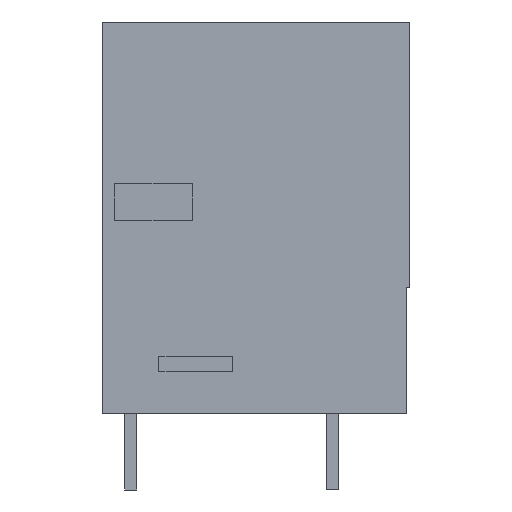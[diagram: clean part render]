
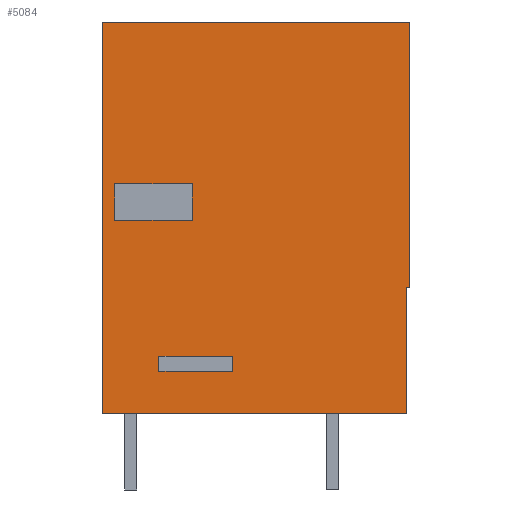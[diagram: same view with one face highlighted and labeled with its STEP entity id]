
A CAD part, left-side view. The second image highlights one B-rep face of the part: STEP entity #5084.
In plain terms, the highlighted planar face has unit normal (-1, 0, 0).
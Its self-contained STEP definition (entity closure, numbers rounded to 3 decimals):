
#5057=AXIS2_PLACEMENT_3D('Plane Axis2P3D',#5054,#5055,#5056) ;
#315=CARTESIAN_POINT('Vertex',(0.,20.05,5.)) ;
#318=CARTESIAN_POINT('Line Origine',(0.,20.05,17.78)) ;
#322=CARTESIAN_POINT('Vertex',(0.,20.05,30.56)) ;
#1481=CARTESIAN_POINT('Vertex',(0.,0.2,13.211)) ;
#1484=CARTESIAN_POINT('Line Origine',(0.,0.2,9.105)) ;
#1488=CARTESIAN_POINT('Vertex',(0.,0.2,5.)) ;
#3073=CARTESIAN_POINT('Vertex',(0.,0.,30.56)) ;
#3076=CARTESIAN_POINT('Line Origine',(0.,10.025,30.56)) ;
#3100=CARTESIAN_POINT('Vertex',(0.,19.25,17.6)) ;
#3105=CARTESIAN_POINT('Line Origine',(0.,16.718,17.6)) ;
#3109=CARTESIAN_POINT('Vertex',(0.,14.186,17.6)) ;
#3141=CARTESIAN_POINT('Vertex',(0.,19.25,20.)) ;
#3146=CARTESIAN_POINT('Line Origine',(0.,19.25,18.8)) ;
#3173=CARTESIAN_POINT('Vertex',(0.,14.186,20.)) ;
#3178=CARTESIAN_POINT('Line Origine',(0.,16.718,20.)) ;
#3201=CARTESIAN_POINT('Line Origine',(0.,14.186,18.8)) ;
#3228=CARTESIAN_POINT('Vertex',(0.,11.562,7.75)) ;
#3233=CARTESIAN_POINT('Line Origine',(0.,11.562,8.25)) ;
#3237=CARTESIAN_POINT('Vertex',(0.,11.562,8.75)) ;
#3269=CARTESIAN_POINT('Vertex',(0.,16.362,7.75)) ;
#3274=CARTESIAN_POINT('Line Origine',(0.,13.962,7.75)) ;
#3301=CARTESIAN_POINT('Vertex',(0.,16.362,8.75)) ;
#3306=CARTESIAN_POINT('Line Origine',(0.,16.362,8.25)) ;
#3329=CARTESIAN_POINT('Line Origine',(0.,13.962,8.75)) ;
#3842=CARTESIAN_POINT('Line Origine',(0.,10.125,5.)) ;
#4962=CARTESIAN_POINT('Line Origine',(0.,0.,21.885)) ;
#4966=CARTESIAN_POINT('Vertex',(0.,0.,13.211)) ;
#5054=CARTESIAN_POINT('Axis2P3D Location',(0.,20.05,0.)) ;
#5059=CARTESIAN_POINT('Line Origine',(0.,0.1,13.211)) ;
#319=DIRECTION('Vector Direction',(0.,0.,-1.)) ;
#1485=DIRECTION('Vector Direction',(0.,0.,-1.)) ;
#3077=DIRECTION('Vector Direction',(0.,-1.,0.)) ;
#3106=DIRECTION('Vector Direction',(0.,-1.,0.)) ;
#3147=DIRECTION('Vector Direction',(0.,0.,-1.)) ;
#3179=DIRECTION('Vector Direction',(0.,1.,0.)) ;
#3202=DIRECTION('Vector Direction',(0.,0.,-1.)) ;
#3234=DIRECTION('Vector Direction',(0.,0.,1.)) ;
#3275=DIRECTION('Vector Direction',(0.,1.,0.)) ;
#3307=DIRECTION('Vector Direction',(0.,0.,-1.)) ;
#3330=DIRECTION('Vector Direction',(0.,-1.,0.)) ;
#3843=DIRECTION('Vector Direction',(0.,-1.,0.)) ;
#4963=DIRECTION('Vector Direction',(0.,0.,-1.)) ;
#5055=DIRECTION('Axis2P3D Direction',(-1.,0.,0.)) ;
#5056=DIRECTION('Axis2P3D XDirection',(0.,-1.,0.)) ;
#5060=DIRECTION('Vector Direction',(0.,-1.,0.)) ;
#320=VECTOR('Line Direction',#319,1.) ;
#1486=VECTOR('Line Direction',#1485,1.) ;
#3078=VECTOR('Line Direction',#3077,1.) ;
#3107=VECTOR('Line Direction',#3106,1.) ;
#3148=VECTOR('Line Direction',#3147,1.) ;
#3180=VECTOR('Line Direction',#3179,1.) ;
#3203=VECTOR('Line Direction',#3202,1.) ;
#3235=VECTOR('Line Direction',#3234,1.) ;
#3276=VECTOR('Line Direction',#3275,1.) ;
#3308=VECTOR('Line Direction',#3307,1.) ;
#3331=VECTOR('Line Direction',#3330,1.) ;
#3844=VECTOR('Line Direction',#3843,1.) ;
#4964=VECTOR('Line Direction',#4963,1.) ;
#5061=VECTOR('Line Direction',#5060,1.) ;
#5065=ORIENTED_EDGE('',*,*,#324,.T.) ;
#5066=ORIENTED_EDGE('',*,*,#3846,.T.) ;
#5067=ORIENTED_EDGE('',*,*,#1490,.T.) ;
#5068=ORIENTED_EDGE('',*,*,#5063,.T.) ;
#5069=ORIENTED_EDGE('',*,*,#4968,.T.) ;
#5070=ORIENTED_EDGE('',*,*,#3080,.T.) ;
#5073=ORIENTED_EDGE('',*,*,#3111,.F.) ;
#5074=ORIENTED_EDGE('',*,*,#3150,.F.) ;
#5075=ORIENTED_EDGE('',*,*,#3182,.F.) ;
#5076=ORIENTED_EDGE('',*,*,#3205,.F.) ;
#5079=ORIENTED_EDGE('',*,*,#3239,.F.) ;
#5080=ORIENTED_EDGE('',*,*,#3278,.F.) ;
#5081=ORIENTED_EDGE('',*,*,#3310,.F.) ;
#5082=ORIENTED_EDGE('',*,*,#3333,.F.) ;
#5077=FACE_BOUND('',#5072,.T.) ;
#5083=FACE_BOUND('',#5078,.T.) ;
#5084=ADVANCED_FACE('HOUSING',(#5071,#5077,#5083),#5058,.T.) ;
#324=EDGE_CURVE('',#323,#316,#321,.T.) ;
#1490=EDGE_CURVE('',#1489,#1482,#1487,.F.) ;
#3080=EDGE_CURVE('',#3074,#323,#3079,.F.) ;
#3111=EDGE_CURVE('',#3101,#3110,#3108,.T.) ;
#3150=EDGE_CURVE('',#3142,#3101,#3149,.T.) ;
#3182=EDGE_CURVE('',#3174,#3142,#3181,.T.) ;
#3205=EDGE_CURVE('',#3110,#3174,#3204,.F.) ;
#3239=EDGE_CURVE('',#3229,#3238,#3236,.T.) ;
#3278=EDGE_CURVE('',#3270,#3229,#3277,.F.) ;
#3310=EDGE_CURVE('',#3302,#3270,#3309,.T.) ;
#3333=EDGE_CURVE('',#3238,#3302,#3332,.F.) ;
#3846=EDGE_CURVE('',#316,#1489,#3845,.T.) ;
#4968=EDGE_CURVE('',#4967,#3074,#4965,.F.) ;
#5063=EDGE_CURVE('',#1482,#4967,#5062,.T.) ;
#5064=EDGE_LOOP('',(#5065,#5066,#5067,#5068,#5069,#5070)) ;
#5072=EDGE_LOOP('',(#5073,#5074,#5075,#5076)) ;
#5078=EDGE_LOOP('',(#5079,#5080,#5081,#5082)) ;
#5071=FACE_OUTER_BOUND('',#5064,.T.) ;
#321=LINE('Line',#318,#320) ;
#1487=LINE('Line',#1484,#1486) ;
#3079=LINE('Line',#3076,#3078) ;
#3108=LINE('Line',#3105,#3107) ;
#3149=LINE('Line',#3146,#3148) ;
#3181=LINE('Line',#3178,#3180) ;
#3204=LINE('Line',#3201,#3203) ;
#3236=LINE('Line',#3233,#3235) ;
#3277=LINE('Line',#3274,#3276) ;
#3309=LINE('Line',#3306,#3308) ;
#3332=LINE('Line',#3329,#3331) ;
#3845=LINE('Line',#3842,#3844) ;
#4965=LINE('Line',#4962,#4964) ;
#5062=LINE('Line',#5059,#5061) ;
#5058=PLANE('',#5057) ;
#316=VERTEX_POINT('',#315) ;
#323=VERTEX_POINT('',#322) ;
#1482=VERTEX_POINT('',#1481) ;
#1489=VERTEX_POINT('',#1488) ;
#3074=VERTEX_POINT('',#3073) ;
#3101=VERTEX_POINT('',#3100) ;
#3110=VERTEX_POINT('',#3109) ;
#3142=VERTEX_POINT('',#3141) ;
#3174=VERTEX_POINT('',#3173) ;
#3229=VERTEX_POINT('',#3228) ;
#3238=VERTEX_POINT('',#3237) ;
#3270=VERTEX_POINT('',#3269) ;
#3302=VERTEX_POINT('',#3301) ;
#4967=VERTEX_POINT('',#4966) ;
